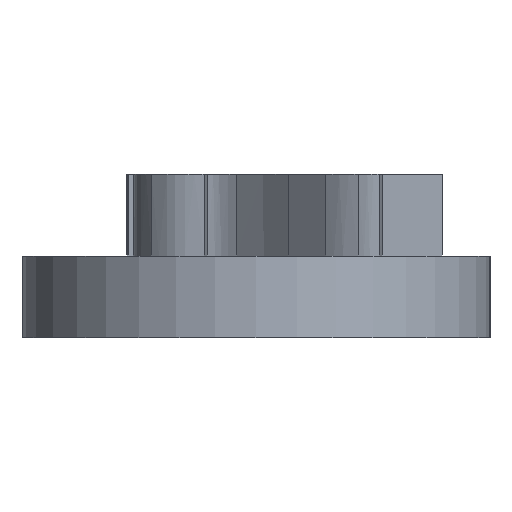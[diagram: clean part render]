
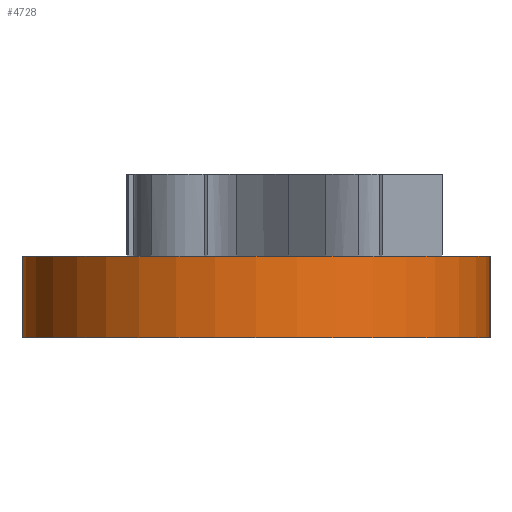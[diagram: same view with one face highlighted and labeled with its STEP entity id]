
A CAD part, left-side view. The second image highlights one B-rep face of the part: STEP entity #4728.
In plain terms, the highlighted cylindrical face has radius 2.867 mm (diameter 5.733 mm), a partial arc.
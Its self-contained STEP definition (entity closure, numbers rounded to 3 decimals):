
#157=CYLINDRICAL_SURFACE('',#5026,2.867);
#455=CIRCLE('',#5024,2.867);
#456=CIRCLE('',#5027,2.867);
#490=FACE_OUTER_BOUND('',#764,.T.);
#764=EDGE_LOOP('',(#3235,#3236,#3237,#3238));
#1069=LINE('',#6236,#1509);
#1070=LINE('',#6240,#1510);
#1509=VECTOR('',#5207,10.);
#1510=VECTOR('',#5212,10.);
#1921=VERTEX_POINT('',#5882);
#1922=VERTEX_POINT('',#5884);
#1996=VERTEX_POINT('',#6234);
#1997=VERTEX_POINT('',#6238);
#2413=EDGE_CURVE('',#1921,#1922,#455,.T.);
#2489=EDGE_CURVE('',#1921,#1996,#1069,.T.);
#2490=EDGE_CURVE('',#1997,#1996,#456,.T.);
#2491=EDGE_CURVE('',#1922,#1997,#1070,.T.);
#3235=ORIENTED_EDGE('',*,*,#2413,.F.);
#3236=ORIENTED_EDGE('',*,*,#2489,.T.);
#3237=ORIENTED_EDGE('',*,*,#2490,.F.);
#3238=ORIENTED_EDGE('',*,*,#2491,.F.);
#4728=ADVANCED_FACE('',(#490),#157,.T.);
#5024=AXIS2_PLACEMENT_3D('',#5885,#5178,#5179);
#5026=AXIS2_PLACEMENT_3D('',#6237,#5208,#5209);
#5027=AXIS2_PLACEMENT_3D('',#6239,#5210,#5211);
#5178=DIRECTION('center_axis',(0.,0.,1.));
#5179=DIRECTION('ref_axis',(1.,0.,0.));
#5207=DIRECTION('',(0.,0.,-1.));
#5208=DIRECTION('center_axis',(0.,0.,-1.));
#5209=DIRECTION('ref_axis',(-1.,0.,0.));
#5210=DIRECTION('center_axis',(0.,0.,-1.));
#5211=DIRECTION('ref_axis',(1.,0.,0.));
#5212=DIRECTION('',(0.,0.,-1.));
#5882=CARTESIAN_POINT('',(-30.,4.28,0.));
#5884=CARTESIAN_POINT('',(-30.,-1.454,0.));
#5885=CARTESIAN_POINT('Origin',(-30.,1.413,0.));
#6234=CARTESIAN_POINT('',(-30.,4.28,-1.));
#6236=CARTESIAN_POINT('',(-30.,4.28,0.));
#6237=CARTESIAN_POINT('Origin',(-30.,1.413,0.));
#6238=CARTESIAN_POINT('',(-30.,-1.454,-1.));
#6239=CARTESIAN_POINT('Origin',(-30.,1.413,-1.));
#6240=CARTESIAN_POINT('',(-30.,-1.454,0.));
